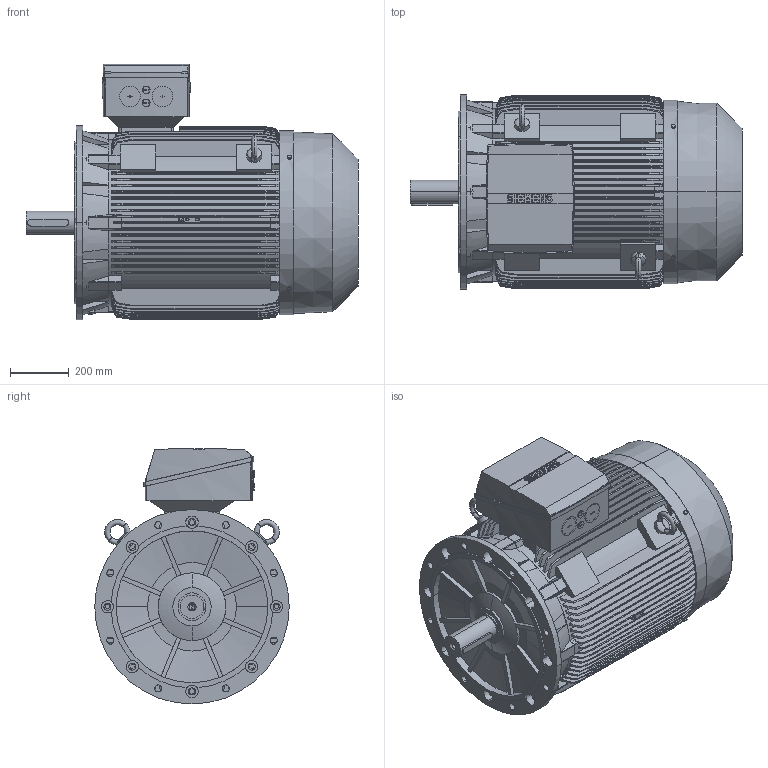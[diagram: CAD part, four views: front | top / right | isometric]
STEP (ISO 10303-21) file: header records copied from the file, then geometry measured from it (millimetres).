
FILE_DESCRIPTION(('STEP AP214'),'1');
FILE_NAME('cctmp_E316E4F8-8A67-47FA-A95E-9486FA3845A0_2023_06_26_11_30_38_0722..stp','2023-06-26T09:30:39',('SIEMENS A&D'),('CADClick - www.CADClick.com'),'Spatial InterOp 3D',' ','unknown authorization');
FILE_SCHEMA(('AUTOMOTIVE_DESIGN'));
Length unit declared in the file: millimetre
Products named in the file (1): 1
Bounding box: 1127 x 660 x 869 mm (x, y, z)
Volume: 280424268.4 mm3; surface area: 6338610.3 mm2
Topology: 7 solids, 7 shells, 1563 faces, 4331 edges, 2827 vertices
Faces by surface type: plane 753, cylinder 450, torus 300, cone 60
Entity records: 75026 total; most frequent: CARTESIAN_POINT 23363, ORIENTED_EDGE 8650, DIRECTION 7661, EDGE_CURVE 4325, VERTEX_POINT 2827, AXIS2_PLACEMENT_3D 2760, LINE 2141, VECTOR 2141
